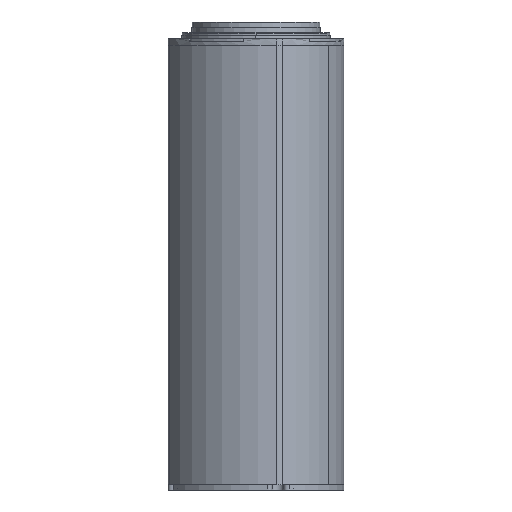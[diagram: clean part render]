
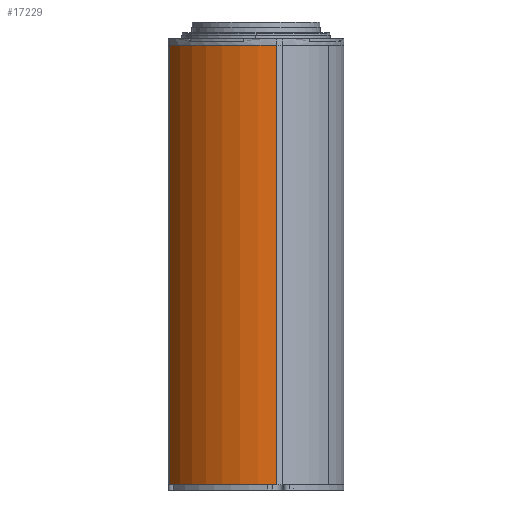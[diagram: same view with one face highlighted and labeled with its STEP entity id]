
A CAD part, front view. The second image highlights one B-rep face of the part: STEP entity #17229.
In plain terms, the highlighted cylindrical face has radius 85.052 mm (diameter 170.103 mm), a partial arc.
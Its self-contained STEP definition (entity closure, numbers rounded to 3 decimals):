
#11666 = EDGE_LOOP ( 'NONE', ( #120697, #120698, #120700, #120701 ) ) ;
#17229 = ADVANCED_FACE ( 'NONE', ( #87127 ), #87128, .T. ) ;
#17879 = VERTEX_POINT ( 'NONE', #113700 ) ;
#17996 = VERTEX_POINT ( 'NONE', #113757 ) ;
#18014 = VERTEX_POINT ( 'NONE', #113765 ) ;
#63461 = EDGE_CURVE ( 'NONE', #18014, #17879, #115264, .T. ) ;
#64090 = AXIS2_PLACEMENT_3D ( 'NONE', #94766, #94750, #94748 ) ;
#64425 = AXIS2_PLACEMENT_3D ( 'NONE', #114001, #114064, #114066 ) ;
#87127 = FACE_OUTER_BOUND ( 'NONE', #11666, .T. ) ;
#87128 = CYLINDRICAL_SURFACE ( 'NONE', #64090, 85.052 ) ;
#94748 = DIRECTION ( 'NONE',  ( 0.866, -0.5, 0. ) ) ;
#94750 = DIRECTION ( 'NONE',  ( 0., 0., -1. ) ) ;
#94766 = CARTESIAN_POINT ( 'NONE',  ( -26.712, 30.077, 156.073 ) ) ;
#98742 = EDGE_CURVE ( 'NONE', #17879, #125917, #115687, .T. ) ;
#98744 = EDGE_CURVE ( 'NONE', #17996, #18014, #115697, .T. ) ;
#98754 = EDGE_CURVE ( 'NONE', #17996, #125917, #115711, .T. ) ;
#113700 = CARTESIAN_POINT ( 'NONE',  ( -23.067, -54.896, -168.927 ) ) ;
#113757 = CARTESIAN_POINT ( 'NONE',  ( -102.124, -9.253, 156.073 ) ) ;
#113765 = CARTESIAN_POINT ( 'NONE',  ( -102.124, -9.253, -168.927 ) ) ;
#114001 = CARTESIAN_POINT ( 'NONE',  ( -26.712, 30.077, -168.927 ) ) ;
#114064 = DIRECTION ( 'NONE',  ( 0., 0., 1. ) ) ;
#114066 = DIRECTION ( 'NONE',  ( 0.866, -0.5, 0. ) ) ;
#115264 = CIRCLE ( 'NONE', #64425, 85.052 ) ;
#115687 = LINE ( 'NONE', #129109, #115694 ) ;
#115694 = VECTOR ( 'NONE', #129118, 1000. ) ;
#115697 = LINE ( 'NONE', #129128, #115698 ) ;
#115698 = VECTOR ( 'NONE', #129131, 1000. ) ;
#115711 = CIRCLE ( 'NONE', #116050, 85.052 ) ;
#116050 = AXIS2_PLACEMENT_3D ( 'NONE', #129190, #129213, #129214 ) ;
#118941 = CARTESIAN_POINT ( 'NONE',  ( -23.067, -54.896, 156.073 ) ) ;
#120697 = ORIENTED_EDGE ( 'NONE', *, *, #98754, .F. ) ;
#120698 = ORIENTED_EDGE ( 'NONE', *, *, #98744, .T. ) ;
#120700 = ORIENTED_EDGE ( 'NONE', *, *, #63461, .T. ) ;
#120701 = ORIENTED_EDGE ( 'NONE', *, *, #98742, .T. ) ;
#125917 = VERTEX_POINT ( 'NONE', #118941 ) ;
#129109 = CARTESIAN_POINT ( 'NONE',  ( -23.067, -54.896, 156.073 ) ) ;
#129118 = DIRECTION ( 'NONE',  ( 0., 0., 1. ) ) ;
#129128 = CARTESIAN_POINT ( 'NONE',  ( -102.124, -9.253, 156.073 ) ) ;
#129131 = DIRECTION ( 'NONE',  ( 0., 0., -1. ) ) ;
#129190 = CARTESIAN_POINT ( 'NONE',  ( -26.712, 30.077, 156.073 ) ) ;
#129213 = DIRECTION ( 'NONE',  ( 0., 0., 1. ) ) ;
#129214 = DIRECTION ( 'NONE',  ( 0.866, -0.5, 0. ) ) ;
